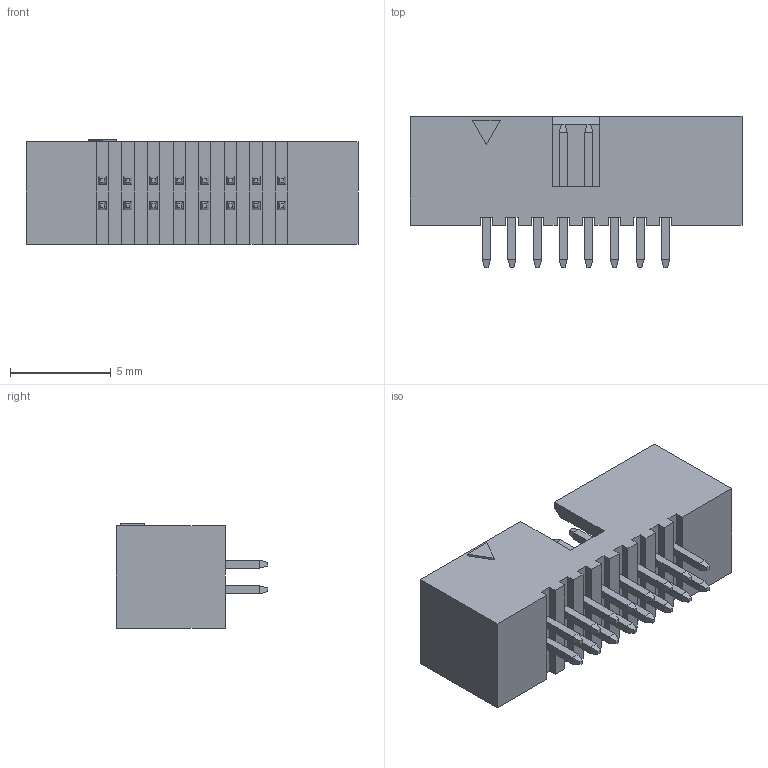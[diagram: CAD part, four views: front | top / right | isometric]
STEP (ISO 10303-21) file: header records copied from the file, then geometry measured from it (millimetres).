
FILE_DESCRIPTION (( 'STEP AP214' ), '1' );
FILE_NAME ('CONB127P-2R-16W_TH.STEP', '2015-06-30T18:41:50', ( '' ), ( '' ), 'SwSTEP 2.0', 'SolidWorks 2015', '' );
FILE_SCHEMA (( 'AUTOMOTIVE_DESIGN' ));
Length unit declared in the file: millimetre
Products named in the file (1): CONB127P-2R-16W_TH
Bounding box: 16.46 x 7.5 x 5.2 mm (x, y, z)
Volume: 253.4 mm3; surface area: 752.8 mm2
Topology: 17 solids, 17 shells, 343 faces, 792 edges, 484 vertices
Faces by surface type: plane 343
Entity records: 11882 total; most frequent: CARTESIAN_POINT 1620, ORIENTED_EDGE 1584, DIRECTION 1480, EDGE_CURVE 792, VECTOR 792, LINE 792, VERTEX_POINT 484, EDGE_LOOP 376
